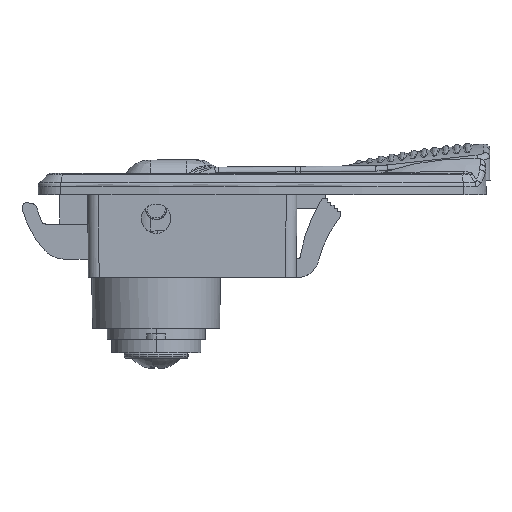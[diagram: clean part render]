
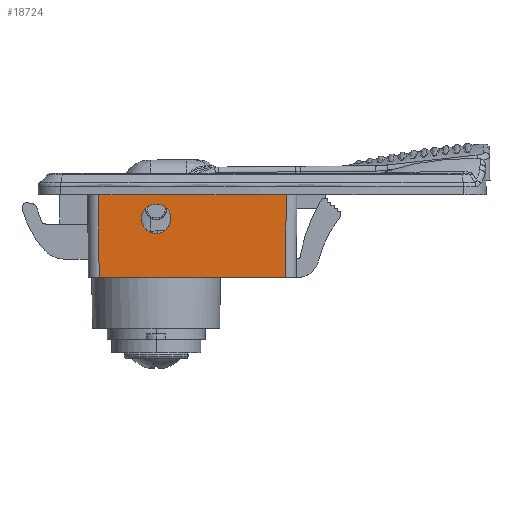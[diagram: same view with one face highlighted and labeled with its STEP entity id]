
A CAD part, front view. The second image highlights one B-rep face of the part: STEP entity #18724.
In plain terms, the highlighted planar face has unit normal (0, -1, -0.009).
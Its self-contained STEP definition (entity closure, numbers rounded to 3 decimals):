
#680 = EDGE_CURVE ( 'NONE', #14650, #733, #5400, .T. ) ;
#733 = VERTEX_POINT ( 'NONE', #19719 ) ;
#1270 = CARTESIAN_POINT ( 'NONE',  ( -19.597, -12.013, -7.219 ) ) ;
#2026 =( BOUNDED_CURVE ( )  B_SPLINE_CURVE ( 3, ( #13687, #8300, #6191, #8072 ),
 .UNSPECIFIED., .F., .T. ) 
 B_SPLINE_CURVE_WITH_KNOTS ( ( 4, 4 ),
 ( 0.5, 1. ),
 .UNSPECIFIED. ) 
 CURVE ( )  GEOMETRIC_REPRESENTATION_ITEM ( )  RATIONAL_B_SPLINE_CURVE ( ( 1., 0.333, 0.333, 1. ) ) 
 REPRESENTATION_ITEM ( '' )  );
#2815 = DIRECTION ( 'NONE',  ( -0.009, -0.009, 1. ) ) ;
#3482 = DIRECTION ( 'NONE',  ( 1., 0., 0. ) ) ;
#4020 = ORIENTED_EDGE ( 'NONE', *, *, #22823, .F. ) ;
#4243 = CARTESIAN_POINT ( 'NONE',  ( -19.597, -12.06, -1.814 ) ) ;
#4709 = DIRECTION ( 'NONE',  ( -0.009, 0.009, -1. ) ) ;
#5014 = CARTESIAN_POINT ( 'NONE',  ( 4.362, -12.075, -0.094 ) ) ;
#5400 = LINE ( 'NONE', #22783, #15112 ) ;
#5766 = VECTOR ( 'NONE', #2815, 1000. ) ;
#5796 = ORIENTED_EDGE ( 'NONE', *, *, #18600, .T. ) ;
#5902 = ORIENTED_EDGE ( 'NONE', *, *, #22298, .T. ) ;
#6191 = CARTESIAN_POINT ( 'NONE',  ( -25.032, -12.06, -1.814 ) ) ;
#6667 = AXIS2_PLACEMENT_3D ( 'NONE', #18857, #20613, #16868 ) ;
#6695 = CARTESIAN_POINT ( 'NONE',  ( -30.219, -12.075, -0.094 ) ) ;
#7174 = DIRECTION ( 'NONE',  ( -1., 0., 0. ) ) ;
#7349 = CARTESIAN_POINT ( 'NONE',  ( -19.597, -12.06, -1.814 ) ) ;
#8072 = CARTESIAN_POINT ( 'NONE',  ( -19.597, -12.06, -1.814 ) ) ;
#8214 =( BOUNDED_CURVE ( )  B_SPLINE_CURVE ( 3, ( #4243, #18338, #18219, #11537 ),
 .UNSPECIFIED., .F., .T. ) 
 B_SPLINE_CURVE_WITH_KNOTS ( ( 4, 4 ),
 ( 0., 0.5 ),
 .UNSPECIFIED. ) 
 CURVE ( )  GEOMETRIC_REPRESENTATION_ITEM ( )  RATIONAL_B_SPLINE_CURVE ( ( 1., 0.333, 0.333, 1. ) ) 
 REPRESENTATION_ITEM ( '' )  );
#8235 = CARTESIAN_POINT ( 'NONE',  ( -30.155, -12.012, -7.33 ) ) ;
#8300 = CARTESIAN_POINT ( 'NONE',  ( -25.032, -12.013, -7.219 ) ) ;
#8464 = LINE ( 'NONE', #22542, #17826 ) ;
#8666 = VERTEX_POINT ( 'NONE', #7349 ) ;
#10518 = VERTEX_POINT ( 'NONE', #5014 ) ;
#10569 = VERTEX_POINT ( 'NONE', #1270 ) ;
#11537 = CARTESIAN_POINT ( 'NONE',  ( -19.597, -12.013, -7.219 ) ) ;
#11856 = LINE ( 'NONE', #8235, #5766 ) ;
#12078 = EDGE_CURVE ( 'NONE', #733, #20240, #11856, .T. ) ;
#12643 = ORIENTED_EDGE ( 'NONE', *, *, #14518, .F. ) ;
#13037 = CARTESIAN_POINT ( 'NONE',  ( 4.229, -11.942, -15.327 ) ) ;
#13687 = CARTESIAN_POINT ( 'NONE',  ( -19.597, -12.013, -7.219 ) ) ;
#14148 = EDGE_LOOP ( 'NONE', ( #12643, #4020, #15629, #22511 ) ) ;
#14184 = CARTESIAN_POINT ( 'NONE',  ( -0.084, -12.075, -0.094 ) ) ;
#14518 = EDGE_CURVE ( 'NONE', #10518, #14650, #8464, .T. ) ;
#14650 = VERTEX_POINT ( 'NONE', #13037 ) ;
#15112 = VECTOR ( 'NONE', #7174, 1000. ) ;
#15629 = ORIENTED_EDGE ( 'NONE', *, *, #12078, .F. ) ;
#16750 = FACE_BOUND ( 'NONE', #17909, .T. ) ;
#16868 = DIRECTION ( 'NONE',  ( -1., 0., 0. ) ) ;
#17826 = VECTOR ( 'NONE', #4709, 1000. ) ;
#17909 = EDGE_LOOP ( 'NONE', ( #5796, #5902 ) ) ;
#18219 = CARTESIAN_POINT ( 'NONE',  ( -14.163, -12.013, -7.219 ) ) ;
#18338 = CARTESIAN_POINT ( 'NONE',  ( -14.163, -12.06, -1.814 ) ) ;
#18600 = EDGE_CURVE ( 'NONE', #10569, #8666, #2026, .T. ) ;
#18724 = ADVANCED_FACE ( 'NONE', ( #16750, #18967 ), #20494, .T. ) ;
#18857 = CARTESIAN_POINT ( 'NONE',  ( 6.469, -12.075, -0.094 ) ) ;
#18967 = FACE_OUTER_BOUND ( 'NONE', #14148, .T. ) ;
#19338 = VECTOR ( 'NONE', #3482, 1000. ) ;
#19719 = CARTESIAN_POINT ( 'NONE',  ( -30.085, -11.942, -15.327 ) ) ;
#20240 = VERTEX_POINT ( 'NONE', #6695 ) ;
#20494 = PLANE ( 'NONE',  #6667 ) ;
#20613 = DIRECTION ( 'NONE',  ( 0., -1., -0.009 ) ) ;
#22298 = EDGE_CURVE ( 'NONE', #8666, #10569, #8214, .T. ) ;
#22511 = ORIENTED_EDGE ( 'NONE', *, *, #680, .F. ) ;
#22542 = CARTESIAN_POINT ( 'NONE',  ( 4.299, -12.012, -7.33 ) ) ;
#22783 = CARTESIAN_POINT ( 'NONE',  ( -17.547, -11.942, -15.327 ) ) ;
#22823 = EDGE_CURVE ( 'NONE', #20240, #10518, #23215, .T. ) ;
#23215 = LINE ( 'NONE', #14184, #19338 ) ;
